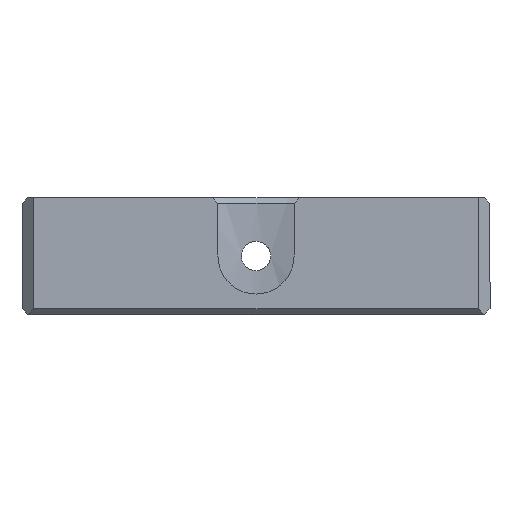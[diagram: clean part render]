
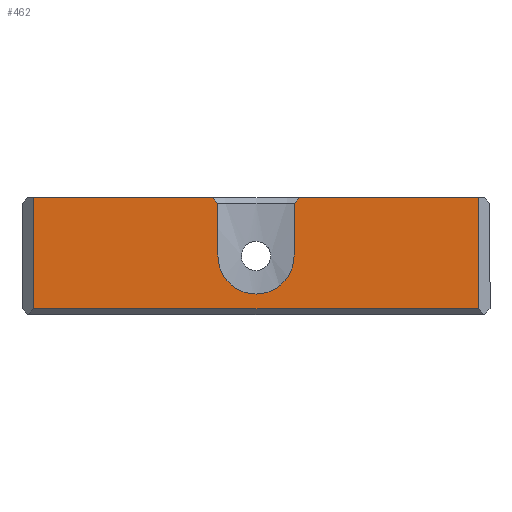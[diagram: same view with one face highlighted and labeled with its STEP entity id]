
A CAD part, front view. The second image highlights one B-rep face of the part: STEP entity #462.
In plain terms, the highlighted planar face has unit normal (0, -1, 0).
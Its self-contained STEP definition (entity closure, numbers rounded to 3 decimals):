
#47 = VERTEX_POINT ( 'NONE', #1002 ) ;
#68 = VERTEX_POINT ( 'NONE', #1051 ) ;
#70 = EDGE_CURVE ( 'NONE', #47, #68, #1045, .T. ) ;
#93 = VERTEX_POINT ( 'NONE', #1074 ) ;
#405 = EDGE_CURVE ( 'NONE', #417, #93, #1789, .T. ) ;
#417 = VERTEX_POINT ( 'NONE', #1805 ) ;
#459 = VERTEX_POINT ( 'NONE', #1905 ) ;
#460 = VERTEX_POINT ( 'NONE', #1904 ) ;
#462 = ADVANCED_FACE ( 'NONE', ( #1864 ), #1908, .F. ) ;
#463 = ORIENTED_EDGE ( 'NONE', *, *, #520, .T. ) ;
#464 = ORIENTED_EDGE ( 'NONE', *, *, #507, .T. ) ;
#471 = EDGE_LOOP ( 'NONE', ( #476, #526, #464, #512, #525, #516, #519, #463, #508, #502 ) ) ;
#472 = EDGE_CURVE ( 'NONE', #47, #460, #1889, .T. ) ;
#476 = ORIENTED_EDGE ( 'NONE', *, *, #70, .F. ) ;
#501 = EDGE_CURVE ( 'NONE', #511, #68, #1955, .T. ) ;
#502 = ORIENTED_EDGE ( 'NONE', *, *, #501, .T. ) ;
#507 = EDGE_CURVE ( 'NONE', #460, #459, #1940, .T. ) ;
#508 = ORIENTED_EDGE ( 'NONE', *, *, #510, .T. ) ;
#509 = EDGE_CURVE ( 'NONE', #459, #93, #1989, .T. ) ;
#510 = EDGE_CURVE ( 'NONE', #518, #511, #1984, .T. ) ;
#511 = VERTEX_POINT ( 'NONE', #1985 ) ;
#512 = ORIENTED_EDGE ( 'NONE', *, *, #509, .T. ) ;
#513 = VERTEX_POINT ( 'NONE', #1990 ) ;
#515 = EDGE_CURVE ( 'NONE', #417, #521, #1980, .T. ) ;
#516 = ORIENTED_EDGE ( 'NONE', *, *, #515, .T. ) ;
#517 = EDGE_CURVE ( 'NONE', #521, #513, #1979, .T. ) ;
#518 = VERTEX_POINT ( 'NONE', #1973 ) ;
#519 = ORIENTED_EDGE ( 'NONE', *, *, #517, .T. ) ;
#520 = EDGE_CURVE ( 'NONE', #513, #518, #1991, .T. ) ;
#521 = VERTEX_POINT ( 'NONE', #1969 ) ;
#525 = ORIENTED_EDGE ( 'NONE', *, *, #405, .F. ) ;
#526 = ORIENTED_EDGE ( 'NONE', *, *, #472, .T. ) ;
#1002 = CARTESIAN_POINT ( 'NONE',  ( -19., -40., 5. ) ) ;
#1041 = DIRECTION ( 'NONE',  ( 1., 0., 0. ) ) ;
#1042 = VECTOR ( 'NONE', #1041, 1000. ) ;
#1043 = CARTESIAN_POINT ( 'NONE',  ( -20., -40., 5. ) ) ;
#1045 = LINE ( 'NONE', #1043, #1042 ) ;
#1051 = CARTESIAN_POINT ( 'NONE',  ( -3.75, -40., 5. ) ) ;
#1074 = CARTESIAN_POINT ( 'NONE',  ( 19., -40., 5. ) ) ;
#1789 = LINE ( 'NONE', #1822, #1821 ) ;
#1805 = CARTESIAN_POINT ( 'NONE',  ( 3.75, -40., 5. ) ) ;
#1820 = DIRECTION ( 'NONE',  ( 1., 0., 0. ) ) ;
#1821 = VECTOR ( 'NONE', #1820, 1000. ) ;
#1822 = CARTESIAN_POINT ( 'NONE',  ( -20., -40., 5. ) ) ;
#1864 = FACE_OUTER_BOUND ( 'NONE', #471, .T. ) ;
#1867 = AXIS2_PLACEMENT_3D ( 'NONE', #1898, #1897, #1896 ) ;
#1886 = DIRECTION ( 'NONE',  ( 0., 0., -1. ) ) ;
#1887 = VECTOR ( 'NONE', #1886, 1000. ) ;
#1888 = CARTESIAN_POINT ( 'NONE',  ( -19., -40., 5. ) ) ;
#1889 = LINE ( 'NONE', #1888, #1887 ) ;
#1896 = DIRECTION ( 'NONE',  ( -1., 0., 0. ) ) ;
#1897 = DIRECTION ( 'NONE',  ( 0., 1., 0. ) ) ;
#1898 = CARTESIAN_POINT ( 'NONE',  ( -20., -40., 5. ) ) ;
#1904 = CARTESIAN_POINT ( 'NONE',  ( -19., -40., -4.5 ) ) ;
#1905 = CARTESIAN_POINT ( 'NONE',  ( 19., -40., -4.5 ) ) ;
#1908 = PLANE ( 'NONE',  #1867 ) ;
#1939 = CARTESIAN_POINT ( 'NONE',  ( -20., -40., -4.5 ) ) ;
#1940 = LINE ( 'NONE', #1939, #1993 ) ;
#1947 = DIRECTION ( 'NONE',  ( -0.707, 0., 0.707 ) ) ;
#1948 = VECTOR ( 'NONE', #1947, 1000. ) ;
#1949 = CARTESIAN_POINT ( 'NONE',  ( -3.25, -40., 4.5 ) ) ;
#1955 = LINE ( 'NONE', #1949, #1948 ) ;
#1965 = DIRECTION ( 'NONE',  ( -1., 0., 0. ) ) ;
#1966 = DIRECTION ( 'NONE',  ( 0., 1., 0. ) ) ;
#1967 = CARTESIAN_POINT ( 'NONE',  ( 0., -40., 0. ) ) ;
#1969 = CARTESIAN_POINT ( 'NONE',  ( 3.25, -40., 4.5 ) ) ;
#1970 = DIRECTION ( 'NONE',  ( 0., 0., -1. ) ) ;
#1971 = VECTOR ( 'NONE', #1970, 1000. ) ;
#1972 = CARTESIAN_POINT ( 'NONE',  ( 3.25, -40., 0. ) ) ;
#1973 = CARTESIAN_POINT ( 'NONE',  ( -3.25, -40., 0. ) ) ;
#1975 = DIRECTION ( 'NONE',  ( -0.707, 0., -0.707 ) ) ;
#1976 = VECTOR ( 'NONE', #1975, 1000. ) ;
#1977 = CARTESIAN_POINT ( 'NONE',  ( 3.25, -40., 4.5 ) ) ;
#1978 = AXIS2_PLACEMENT_3D ( 'NONE', #1967, #1966, #1965 ) ;
#1979 = LINE ( 'NONE', #1972, #1971 ) ;
#1980 = LINE ( 'NONE', #1977, #1976 ) ;
#1981 = DIRECTION ( 'NONE',  ( 0., 0., 1. ) ) ;
#1982 = VECTOR ( 'NONE', #1981, 1000. ) ;
#1983 = CARTESIAN_POINT ( 'NONE',  ( -3.25, -40., 0. ) ) ;
#1984 = LINE ( 'NONE', #1983, #1982 ) ;
#1985 = CARTESIAN_POINT ( 'NONE',  ( -3.25, -40., 4.5 ) ) ;
#1986 = DIRECTION ( 'NONE',  ( 0., 0., 1. ) ) ;
#1987 = VECTOR ( 'NONE', #1986, 1000. ) ;
#1988 = CARTESIAN_POINT ( 'NONE',  ( 19., -40., 5. ) ) ;
#1989 = LINE ( 'NONE', #1988, #1987 ) ;
#1990 = CARTESIAN_POINT ( 'NONE',  ( 3.25, -40., 0. ) ) ;
#1991 = CIRCLE ( 'NONE', #1978, 3.25 ) ;
#1992 = DIRECTION ( 'NONE',  ( 1., 0., 0. ) ) ;
#1993 = VECTOR ( 'NONE', #1992, 1000. ) ;
